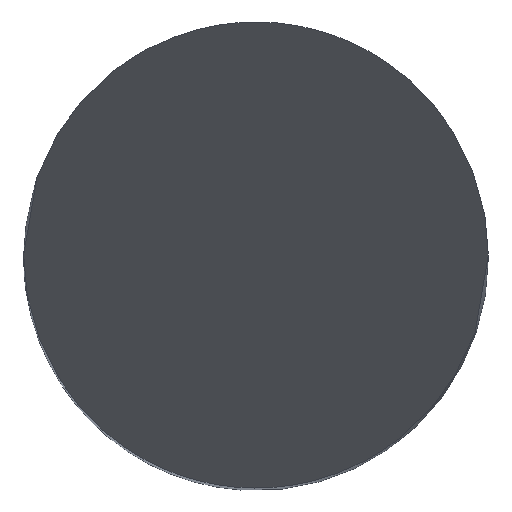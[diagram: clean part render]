
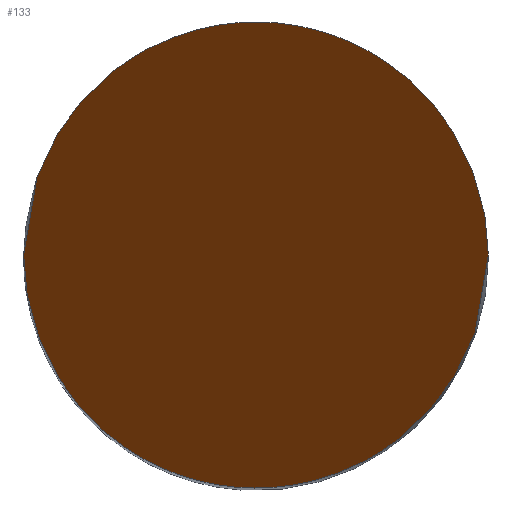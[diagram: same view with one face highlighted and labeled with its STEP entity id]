
A CAD part, top view. The second image highlights one B-rep face of the part: STEP entity #133.
In plain terms, the highlighted planar face has unit normal (0, -0.866, 0.5).
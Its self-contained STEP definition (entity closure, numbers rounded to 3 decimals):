
#71=PLANE('',#589);
#133=ADVANCED_FACE('',(#166),#71,.F.);
#166=FACE_OUTER_BOUND('',#197,.T.);
#197=EDGE_LOOP('',(#291,#292));
#291=ORIENTED_EDGE('',*,*,#430,.F.);
#292=ORIENTED_EDGE('',*,*,#452,.F.);
#380=VERTEX_POINT('',#1088);
#381=VERTEX_POINT('',#1089);
#430=EDGE_CURVE('',#380,#381,#522,.T.);
#452=EDGE_CURVE('',#381,#380,#526,.T.);
#522=(
BOUNDED_CURVE()
B_SPLINE_CURVE(3,(#1084,#1085,#1086,#1087),.UNSPECIFIED.,.F.,.F.)
B_SPLINE_CURVE_WITH_KNOTS((4,4),(0.,1.),.UNSPECIFIED.)
CURVE()
GEOMETRIC_REPRESENTATION_ITEM()
RATIONAL_B_SPLINE_CURVE((1.,0.333,0.333,1.))
REPRESENTATION_ITEM('')
);
#526=(
BOUNDED_CURVE()
B_SPLINE_CURVE(3,(#1173,#1174,#1175,#1176),.UNSPECIFIED.,.F.,.F.)
B_SPLINE_CURVE_WITH_KNOTS((4,4),(0.,1.),.UNSPECIFIED.)
CURVE()
GEOMETRIC_REPRESENTATION_ITEM()
RATIONAL_B_SPLINE_CURVE((1.,0.333,0.333,1.))
REPRESENTATION_ITEM('')
);
#589=AXIS2_PLACEMENT_3D('',#1212,#660,#661);
#660=DIRECTION('',(0.,0.866,-0.5));
#661=DIRECTION('',(0.,-0.5,-0.866));
#1084=CARTESIAN_POINT('',(-2.,0.,0.));
#1085=CARTESIAN_POINT('',(-2.,4.,6.928));
#1086=CARTESIAN_POINT('',(2.,4.,6.928));
#1087=CARTESIAN_POINT('',(2.,0.,0.));
#1088=CARTESIAN_POINT('',(-2.,0.,0.));
#1089=CARTESIAN_POINT('',(2.,0.,0.));
#1173=CARTESIAN_POINT('',(2.,0.,0.));
#1174=CARTESIAN_POINT('',(2.,-4.,-6.928));
#1175=CARTESIAN_POINT('',(-2.,-4.,-6.928));
#1176=CARTESIAN_POINT('',(-2.,0.,0.));
#1212=CARTESIAN_POINT('',(2.,2.,3.464));
